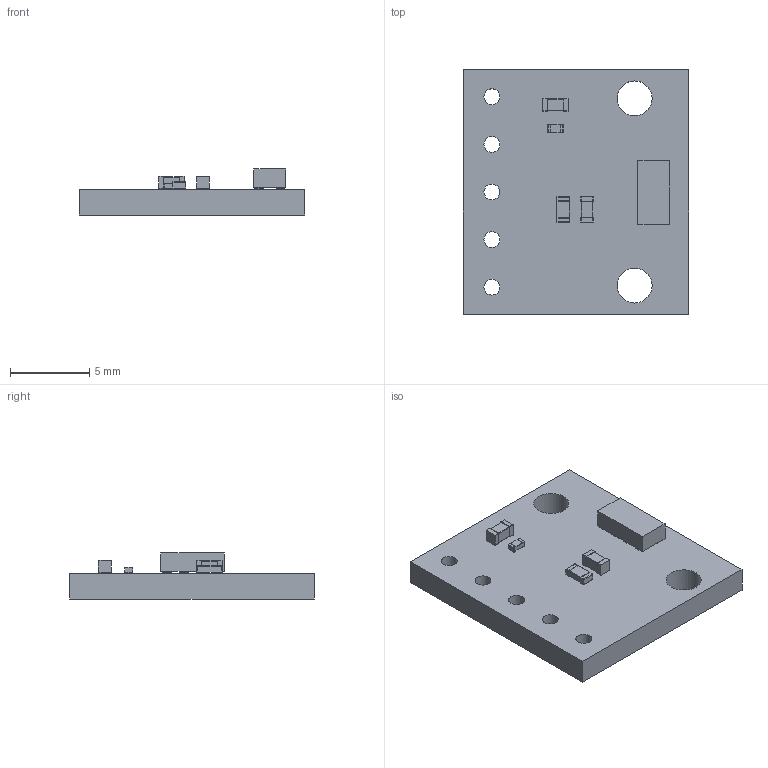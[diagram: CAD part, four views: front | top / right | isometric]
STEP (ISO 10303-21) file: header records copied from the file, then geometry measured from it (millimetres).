
FILE_DESCRIPTION(('KiCad electronic assembly'),'2;1');
FILE_NAME('VCNL4040BreakoutV2.step','2025-01-02T16:07:40',('Pcbnew'),( 'Kicad'),'Open CASCADE STEP processor 7.8','KiCad to STEP converter' ,'Unknown');
FILE_SCHEMA(('AUTOMOTIVE_DESIGN { 1 0 10303 214 1 1 1 1 }'));
Length unit declared in the file: millimetre
Products named in the file (10): VCNL4040BreakoutV2 1; R_0603_1608Metric; VCNL4040M3OE; ASSEMBLY; C_0603_1608Metric; R_0402_1005Metric; VCNL4040Breakout2_PCB
Assembly tree (10 placements, depth 3):
  VCNL4040BreakoutV2 1
    R_0603_1608Metric
      R_0603_1608Metric
    VCNL4040M3OE
      ASSEMBLY
    C_0603_1608Metric  x2
      C_0603_1608Metric
    R_0402_1005Metric
      R_0402_1005Metric
    VCNL4040Breakout2_PCB
Bounding box: 14.2 x 15.4 x 2.9 mm (x, y, z)
Volume: 343.4 mm3; surface area: 612.1 mm2
Topology: 14 solids, 14 shells, 175 faces, 421 edges, 278 vertices
Faces by surface type: plane 128, cylinder 47
Full cylindrical faces by diameter (mm): 1 x5, 2.2 x2
Entity records: 4980 total; most frequent: CARTESIAN_POINT 737, DIRECTION 735, ORIENTED_EDGE 698, EDGE_CURVE 349, LINE 279, VECTOR 279, VERTEX_POINT 230, AXIS2_PLACEMENT_3D 228
